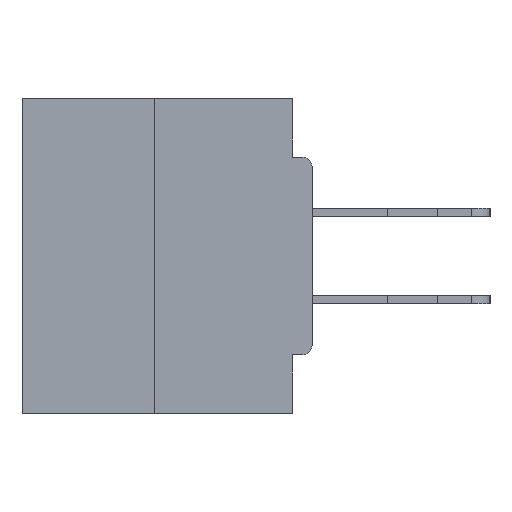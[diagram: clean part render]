
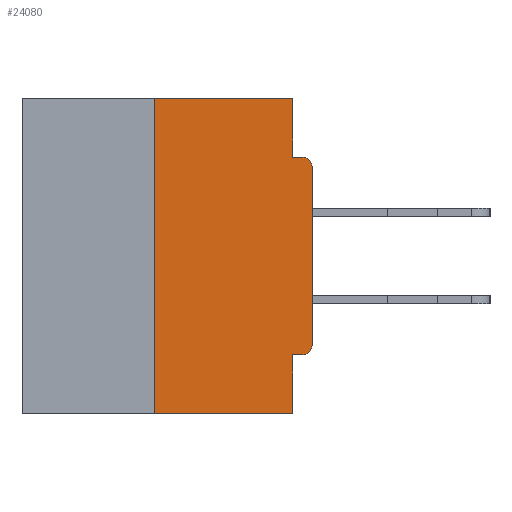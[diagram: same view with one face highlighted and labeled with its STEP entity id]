
A CAD part, left-side view. The second image highlights one B-rep face of the part: STEP entity #24080.
In plain terms, the highlighted planar face has unit normal (-1, 0, 0).
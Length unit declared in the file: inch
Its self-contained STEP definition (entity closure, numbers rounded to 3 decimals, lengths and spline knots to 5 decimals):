
#613 = CARTESIAN_POINT ( 'NONE',  ( 0., 0., -0.1085 ) ) ;
#1103 = CARTESIAN_POINT ( 'NONE',  ( 0., 0.031, -0.4065 ) ) ;
#1107 = VERTEX_POINT ( 'NONE', #17858 ) ;
#1952 = DIRECTION ( 'NONE',  ( 0., 0., -1. ) ) ;
#3089 = CARTESIAN_POINT ( 'NONE',  ( 0., 0.25, -0.5 ) ) ;
#4411 = DIRECTION ( 'NONE',  ( 0., -1., 0. ) ) ;
#4647 = ORIENTED_EDGE ( 'NONE', *, *, #30073, .T. ) ;
#5025 = VECTOR ( 'NONE', #6376, 39.37008 ) ;
#5028 = EDGE_CURVE ( 'NONE', #37054, #14451, #29353, .T. ) ;
#5316 = DIRECTION ( 'NONE',  ( 0., 0., 1. ) ) ;
#5482 = EDGE_CURVE ( 'NONE', #14451, #18844, #28448, .T. ) ;
#5553 = ORIENTED_EDGE ( 'NONE', *, *, #20706, .T. ) ;
#6174 = EDGE_CURVE ( 'NONE', #41613, #13221, #17334, .T. ) ;
#6376 = DIRECTION ( 'NONE',  ( 0., 0., -1. ) ) ;
#6708 = VECTOR ( 'NONE', #24637, 39.37008 ) ;
#7038 = AXIS2_PLACEMENT_3D ( 'NONE', #19014, #8786, #33298 ) ;
#7171 = ORIENTED_EDGE ( 'NONE', *, *, #15487, .T. ) ;
#8245 = VERTEX_POINT ( 'NONE', #613 ) ;
#8786 = DIRECTION ( 'NONE',  ( -1., 0., 0. ) ) ;
#9189 = CIRCLE ( 'NONE', #7038, 0.015 ) ;
#10687 = VECTOR ( 'NONE', #33877, 39.37008 ) ;
#11055 = CARTESIAN_POINT ( 'NONE',  ( 0., 0.031, -0.5 ) ) ;
#12876 = VERTEX_POINT ( 'NONE', #3089 ) ;
#13221 = VERTEX_POINT ( 'NONE', #32755 ) ;
#13262 = CARTESIAN_POINT ( 'NONE',  ( 0., 0.015, -0.4065 ) ) ;
#13379 = EDGE_LOOP ( 'NONE', ( #40017, #37252, #7171, #28013, #38718, #5553, #4647, #26457, #20650, #40027 ) ) ;
#13775 = VECTOR ( 'NONE', #5316, 39.37008 ) ;
#13996 = LINE ( 'NONE', #31621, #40401 ) ;
#14451 = VERTEX_POINT ( 'NONE', #1103 ) ;
#14890 = FACE_OUTER_BOUND ( 'NONE', #13379, .T. ) ;
#15100 = DIRECTION ( 'NONE',  ( 0., 0., -1. ) ) ;
#15230 = VECTOR ( 'NONE', #42034, 39.37008 ) ;
#15487 = EDGE_CURVE ( 'NONE', #12876, #18844, #18382, .T. ) ;
#15524 = DIRECTION ( 'NONE',  ( -1., 0., 0. ) ) ;
#16487 = VECTOR ( 'NONE', #33560, 39.37008 ) ;
#17300 = AXIS2_PLACEMENT_3D ( 'NONE', #35399, #21789, #15100 ) ;
#17334 = LINE ( 'NONE', #24037, #10687 ) ;
#17858 = CARTESIAN_POINT ( 'NONE',  ( 0., 0., -0.3915 ) ) ;
#18202 = CARTESIAN_POINT ( 'NONE',  ( 0., 0.015, -0.1085 ) ) ;
#18382 = LINE ( 'NONE', #38665, #6708 ) ;
#18844 = VERTEX_POINT ( 'NONE', #36528 ) ;
#19014 = CARTESIAN_POINT ( 'NONE',  ( 0., 0.015, -0.3915 ) ) ;
#20650 = ORIENTED_EDGE ( 'NONE', *, *, #6174, .F. ) ;
#20706 = EDGE_CURVE ( 'NONE', #37054, #1107, #9189, .T. ) ;
#20882 = CARTESIAN_POINT ( 'NONE',  ( 0., 0.25, 0. ) ) ;
#21100 = AXIS2_PLACEMENT_3D ( 'NONE', #18202, #15524, #1952 ) ;
#21789 = DIRECTION ( 'NONE',  ( 1., 0., 0. ) ) ;
#21939 = LINE ( 'NONE', #25731, #41135 ) ;
#22223 = LINE ( 'NONE', #42736, #13775 ) ;
#23083 = LINE ( 'NONE', #36673, #5025 ) ;
#23536 = CARTESIAN_POINT ( 'NONE',  ( 0., 0.031, 0. ) ) ;
#24037 = CARTESIAN_POINT ( 'NONE',  ( 0., 0., -0.0935 ) ) ;
#24080 = ADVANCED_FACE ( 'NONE', ( #14890 ), #28497, .F. ) ;
#24198 = VERTEX_POINT ( 'NONE', #23536 ) ;
#24637 = DIRECTION ( 'NONE',  ( 0., -1., 0. ) ) ;
#25731 = CARTESIAN_POINT ( 'NONE',  ( 0., 0., 0. ) ) ;
#26457 = ORIENTED_EDGE ( 'NONE', *, *, #28416, .T. ) ;
#28013 = ORIENTED_EDGE ( 'NONE', *, *, #5482, .F. ) ;
#28416 = EDGE_CURVE ( 'NONE', #8245, #13221, #40333, .T. ) ;
#28448 = LINE ( 'NONE', #11055, #15230 ) ;
#28497 = PLANE ( 'NONE',  #17300 ) ;
#29353 = LINE ( 'NONE', #36235, #16487 ) ;
#30073 = EDGE_CURVE ( 'NONE', #1107, #8245, #21939, .T. ) ;
#30408 = CARTESIAN_POINT ( 'NONE',  ( 0., 0.031, -0.0935 ) ) ;
#31621 = CARTESIAN_POINT ( 'NONE',  ( 0., 0.46, 0. ) ) ;
#32755 = CARTESIAN_POINT ( 'NONE',  ( 0., 0.015, -0.0935 ) ) ;
#33298 = DIRECTION ( 'NONE',  ( 0., 0., -1. ) ) ;
#33560 = DIRECTION ( 'NONE',  ( 0., 1., 0. ) ) ;
#33877 = DIRECTION ( 'NONE',  ( 0., -1., 0. ) ) ;
#34093 = EDGE_CURVE ( 'NONE', #39696, #24198, #13996, .T. ) ;
#35399 = CARTESIAN_POINT ( 'NONE',  ( 0., 0.46, 0. ) ) ;
#36235 = CARTESIAN_POINT ( 'NONE',  ( 0., 0., -0.4065 ) ) ;
#36528 = CARTESIAN_POINT ( 'NONE',  ( 0., 0.031, -0.5 ) ) ;
#36673 = CARTESIAN_POINT ( 'NONE',  ( 0., 0.031, 0. ) ) ;
#37054 = VERTEX_POINT ( 'NONE', #13262 ) ;
#37252 = ORIENTED_EDGE ( 'NONE', *, *, #42762, .F. ) ;
#38665 = CARTESIAN_POINT ( 'NONE',  ( 0., 0.46, -0.5 ) ) ;
#38718 = ORIENTED_EDGE ( 'NONE', *, *, #5028, .F. ) ;
#38768 = EDGE_CURVE ( 'NONE', #24198, #41613, #23083, .T. ) ;
#39549 = DIRECTION ( 'NONE',  ( 0., 0., 1. ) ) ;
#39696 = VERTEX_POINT ( 'NONE', #20882 ) ;
#40017 = ORIENTED_EDGE ( 'NONE', *, *, #34093, .F. ) ;
#40027 = ORIENTED_EDGE ( 'NONE', *, *, #38768, .F. ) ;
#40333 = CIRCLE ( 'NONE', #21100, 0.015 ) ;
#40401 = VECTOR ( 'NONE', #4411, 39.37008 ) ;
#41135 = VECTOR ( 'NONE', #39549, 39.37008 ) ;
#41613 = VERTEX_POINT ( 'NONE', #30408 ) ;
#42034 = DIRECTION ( 'NONE',  ( 0., 0., -1. ) ) ;
#42736 = CARTESIAN_POINT ( 'NONE',  ( 0., 0.25, 0. ) ) ;
#42762 = EDGE_CURVE ( 'NONE', #12876, #39696, #22223, .T. ) ;
